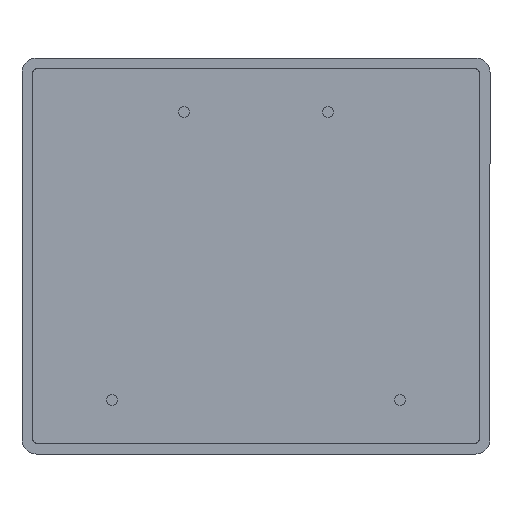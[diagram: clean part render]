
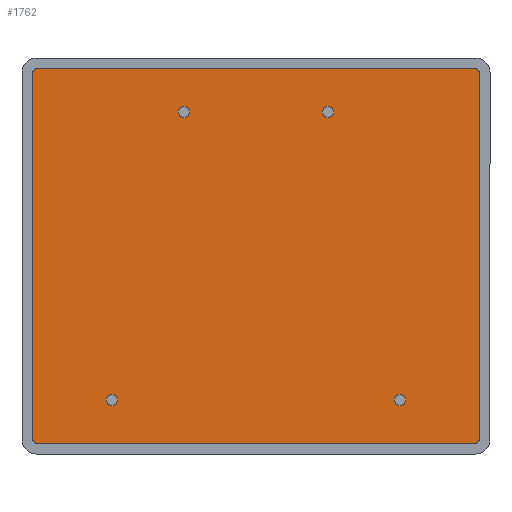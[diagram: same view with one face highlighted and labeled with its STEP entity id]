
A CAD part, front view. The second image highlights one B-rep face of the part: STEP entity #1762.
In plain terms, the highlighted planar face has unit normal (0, -1, 0).
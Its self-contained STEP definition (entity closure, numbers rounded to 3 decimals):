
#52 = VERTEX_POINT ( 'NONE', #572 ) ;
#128 = CARTESIAN_POINT ( 'NONE',  ( 15.25, 1., 13. ) ) ;
#151 = DIRECTION ( 'NONE',  ( 0., 0., -1. ) ) ;
#161 = DIRECTION ( 'NONE',  ( 0., -1., 0. ) ) ;
#170 = ORIENTED_EDGE ( 'NONE', *, *, #462, .T. ) ;
#179 = DIRECTION ( 'NONE',  ( 0., 0., 1. ) ) ;
#188 = CARTESIAN_POINT ( 'NONE',  ( 15.25, 1., -12.75 ) ) ;
#196 = AXIS2_PLACEMENT_3D ( 'NONE', #188, #161, #151 ) ;
#203 = DIRECTION ( 'NONE',  ( 0., 0., -1. ) ) ;
#207 = DIRECTION ( 'NONE',  ( 0., 0., -1. ) ) ;
#217 = CARTESIAN_POINT ( 'NONE',  ( -15.5, 1., 12.75 ) ) ;
#223 = DIRECTION ( 'NONE',  ( 1., 0., 0. ) ) ;
#333 = ORIENTED_EDGE ( 'NONE', *, *, #1692, .T. ) ;
#335 = LINE ( 'NONE', #128, #2047 ) ;
#337 = PLANE ( 'NONE',  #663 ) ;
#360 = AXIS2_PLACEMENT_3D ( 'NONE', #1194, #1201, #207 ) ;
#462 = EDGE_CURVE ( 'NONE', #52, #1305, #1286, .T. ) ;
#497 = CARTESIAN_POINT ( 'NONE',  ( 15.5, 1., -12.75 ) ) ;
#553 = CARTESIAN_POINT ( 'NONE',  ( -15.25, 1., 12.75 ) ) ;
#572 = CARTESIAN_POINT ( 'NONE',  ( 15.5, 1., 12.75 ) ) ;
#641 = EDGE_CURVE ( 'NONE', #1305, #909, #335, .T. ) ;
#663 = AXIS2_PLACEMENT_3D ( 'NONE', #553, #1405, #2062 ) ;
#705 = EDGE_CURVE ( 'NONE', #1107, #52, #1964, .T. ) ;
#763 = VERTEX_POINT ( 'NONE', #1030 ) ;
#790 = VERTEX_POINT ( 'NONE', #1681 ) ;
#832 = ORIENTED_EDGE ( 'NONE', *, *, #907, .T. ) ;
#901 = CARTESIAN_POINT ( 'NONE',  ( 15.5, 1., -12.75 ) ) ;
#907 = EDGE_CURVE ( 'NONE', #763, #1107, #1005, .T. ) ;
#909 = VERTEX_POINT ( 'NONE', #1934 ) ;
#941 = VECTOR ( 'NONE', #179, 1000. ) ;
#949 = ORIENTED_EDGE ( 'NONE', *, *, #1380, .T. ) ;
#953 = DIRECTION ( 'NONE',  ( 0., 0., -1. ) ) ;
#962 = EDGE_CURVE ( 'NONE', #909, #1547, #1245, .T. ) ;
#967 = VECTOR ( 'NONE', #1527, 1000. ) ;
#1005 = CIRCLE ( 'NONE', #196, 0.25 ) ;
#1030 = CARTESIAN_POINT ( 'NONE',  ( 15.25, 1., -13. ) ) ;
#1107 = VERTEX_POINT ( 'NONE', #901 ) ;
#1190 = ORIENTED_EDGE ( 'NONE', *, *, #1887, .T. ) ;
#1194 = CARTESIAN_POINT ( 'NONE',  ( 15.25, 1., 12.75 ) ) ;
#1201 = DIRECTION ( 'NONE',  ( 0., -1., 0. ) ) ;
#1245 = CIRCLE ( 'NONE', #2077, 0.25 ) ;
#1256 = VECTOR ( 'NONE', #223, 1000. ) ;
#1286 = CIRCLE ( 'NONE', #360, 0.25 ) ;
#1305 = VERTEX_POINT ( 'NONE', #1351 ) ;
#1338 = FACE_OUTER_BOUND ( 'NONE', #1484, .T. ) ;
#1351 = CARTESIAN_POINT ( 'NONE',  ( 15.25, 1., 13. ) ) ;
#1380 = EDGE_CURVE ( 'NONE', #1547, #790, #1685, .T. ) ;
#1405 = DIRECTION ( 'NONE',  ( 0., -1., 0. ) ) ;
#1430 = CARTESIAN_POINT ( 'NONE',  ( -15.25, 1., -12.75 ) ) ;
#1479 = VERTEX_POINT ( 'NONE', #1847 ) ;
#1484 = EDGE_LOOP ( 'NONE', ( #1927, #949, #333, #1190, #832, #1929, #170, #1776 ) ) ;
#1527 = DIRECTION ( 'NONE',  ( 0., 0., -1. ) ) ;
#1547 = VERTEX_POINT ( 'NONE', #1577 ) ;
#1558 = CARTESIAN_POINT ( 'NONE',  ( -15.25, 1., -13. ) ) ;
#1577 = CARTESIAN_POINT ( 'NONE',  ( -15.5, 1., 12.75 ) ) ;
#1641 = CARTESIAN_POINT ( 'NONE',  ( -15.25, 1., 12.75 ) ) ;
#1644 = DIRECTION ( 'NONE',  ( -1., 0., 0. ) ) ;
#1681 = CARTESIAN_POINT ( 'NONE',  ( -15.5, 1., -12.75 ) ) ;
#1685 = LINE ( 'NONE', #217, #967 ) ;
#1691 = LINE ( 'NONE', #1558, #1256 ) ;
#1692 = EDGE_CURVE ( 'NONE', #790, #1479, #1835, .T. ) ;
#1762 = ADVANCED_FACE ( 'NONE', ( #1338 ), #337, .T. ) ;
#1776 = ORIENTED_EDGE ( 'NONE', *, *, #641, .T. ) ;
#1835 = CIRCLE ( 'NONE', #2111, 0.25 ) ;
#1847 = CARTESIAN_POINT ( 'NONE',  ( -15.25, 1., -13. ) ) ;
#1887 = EDGE_CURVE ( 'NONE', #1479, #763, #1691, .T. ) ;
#1927 = ORIENTED_EDGE ( 'NONE', *, *, #962, .T. ) ;
#1929 = ORIENTED_EDGE ( 'NONE', *, *, #705, .T. ) ;
#1934 = CARTESIAN_POINT ( 'NONE',  ( -15.25, 1., 13. ) ) ;
#1950 = DIRECTION ( 'NONE',  ( 0., -1., 0. ) ) ;
#1964 = LINE ( 'NONE', #497, #941 ) ;
#2047 = VECTOR ( 'NONE', #1644, 1000. ) ;
#2062 = DIRECTION ( 'NONE',  ( 0., 0., -1. ) ) ;
#2077 = AXIS2_PLACEMENT_3D ( 'NONE', #1641, #1950, #953 ) ;
#2089 = DIRECTION ( 'NONE',  ( 0., -1., 0. ) ) ;
#2111 = AXIS2_PLACEMENT_3D ( 'NONE', #1430, #2089, #203 ) ;
